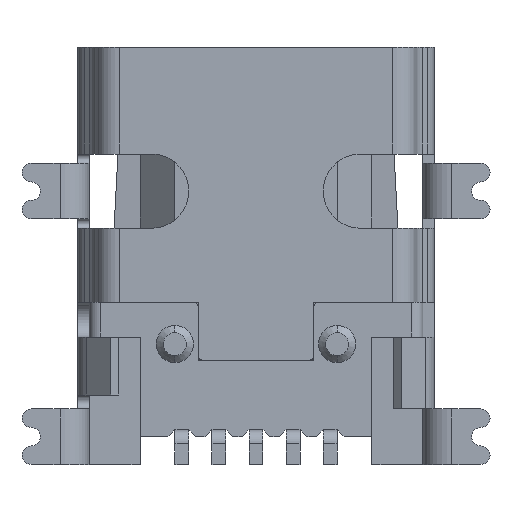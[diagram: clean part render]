
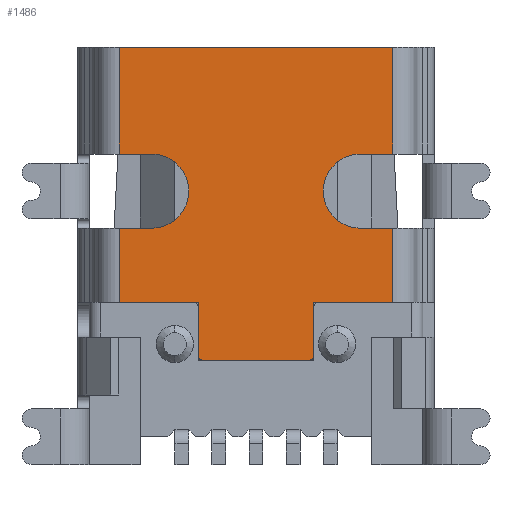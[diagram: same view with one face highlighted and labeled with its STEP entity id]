
A CAD part, front view. The second image highlights one B-rep face of the part: STEP entity #1486.
In plain terms, the highlighted planar face has unit normal (0, -1, 0).
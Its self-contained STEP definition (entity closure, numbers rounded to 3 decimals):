
#571 = EDGE_LOOP ( 'NONE', ( #2459, #2460, #2461, #2462, #2463, #2464, #2465, #2466, #2467, #2468, #2469, #2470, #2471, #2472, #2473, #2474, #2475, #2476 ) ) ;
#1486 = ADVANCED_FACE ( 'NONE', ( #6513 ), #6514, .F. ) ;
#1656 = EDGE_CURVE ( 'NONE', #4492, #4481, #7202, .T. ) ;
#1658 = EDGE_CURVE ( 'NONE', #4494, #4499, #7210, .T. ) ;
#1754 = EDGE_CURVE ( 'NONE', #3569, #3572, #7792, .T. ) ;
#2459 = ORIENTED_EDGE ( 'NONE', *, *, #3822, .F. ) ;
#2460 = ORIENTED_EDGE ( 'NONE', *, *, #3824, .T. ) ;
#2461 = ORIENTED_EDGE ( 'NONE', *, *, #3826, .F. ) ;
#2462 = ORIENTED_EDGE ( 'NONE', *, *, #3828, .T. ) ;
#2463 = ORIENTED_EDGE ( 'NONE', *, *, #3830, .T. ) ;
#2464 = ORIENTED_EDGE ( 'NONE', *, *, #1656, .F. ) ;
#2465 = ORIENTED_EDGE ( 'NONE', *, *, #3832, .F. ) ;
#2466 = ORIENTED_EDGE ( 'NONE', *, *, #3834, .F. ) ;
#2467 = ORIENTED_EDGE ( 'NONE', *, *, #3836, .F. ) ;
#2468 = ORIENTED_EDGE ( 'NONE', *, *, #3838, .F. ) ;
#2469 = ORIENTED_EDGE ( 'NONE', *, *, #1754, .F. ) ;
#2470 = ORIENTED_EDGE ( 'NONE', *, *, #3840, .F. ) ;
#2471 = ORIENTED_EDGE ( 'NONE', *, *, #3736, .T. ) ;
#2472 = ORIENTED_EDGE ( 'NONE', *, *, #3842, .F. ) ;
#2473 = ORIENTED_EDGE ( 'NONE', *, *, #3844, .F. ) ;
#2474 = ORIENTED_EDGE ( 'NONE', *, *, #3846, .F. ) ;
#2475 = ORIENTED_EDGE ( 'NONE', *, *, #3818, .T. ) ;
#2476 = ORIENTED_EDGE ( 'NONE', *, *, #1658, .F. ) ;
#3569 = VERTEX_POINT ( 'NONE', #9436 ) ;
#3572 = VERTEX_POINT ( 'NONE', #9439 ) ;
#3607 = VERTEX_POINT ( 'NONE', #9474 ) ;
#3608 = VERTEX_POINT ( 'NONE', #9475 ) ;
#3631 = VERTEX_POINT ( 'NONE', #9498 ) ;
#3637 = VERTEX_POINT ( 'NONE', #9504 ) ;
#3638 = VERTEX_POINT ( 'NONE', #9505 ) ;
#3641 = VERTEX_POINT ( 'NONE', #9508 ) ;
#3642 = VERTEX_POINT ( 'NONE', #9509 ) ;
#3644 = VERTEX_POINT ( 'NONE', #9511 ) ;
#3645 = VERTEX_POINT ( 'NONE', #9512 ) ;
#3646 = VERTEX_POINT ( 'NONE', #9513 ) ;
#3647 = VERTEX_POINT ( 'NONE', #9514 ) ;
#3649 = VERTEX_POINT ( 'NONE', #9516 ) ;
#3736 = EDGE_CURVE ( 'NONE', #3608, #3607, #9601, .T. ) ;
#3818 = EDGE_CURVE ( 'NONE', #3641, #4499, #9897, .T. ) ;
#3822 = EDGE_CURVE ( 'NONE', #3642, #4494, #9927, .T. ) ;
#3824 = EDGE_CURVE ( 'NONE', #3642, #3644, #10076, .T. ) ;
#3826 = EDGE_CURVE ( 'NONE', #3637, #3644, #9938, .T. ) ;
#3828 = EDGE_CURVE ( 'NONE', #3637, #3646, #10044, .T. ) ;
#3830 = EDGE_CURVE ( 'NONE', #3646, #4481, #9951, .T. ) ;
#3832 = EDGE_CURVE ( 'NONE', #3638, #4492, #9957, .T. ) ;
#3834 = EDGE_CURVE ( 'NONE', #3647, #3638, #10280, .T. ) ;
#3836 = EDGE_CURVE ( 'NONE', #3631, #3647, #10090, .T. ) ;
#3838 = EDGE_CURVE ( 'NONE', #3572, #3631, #10292, .T. ) ;
#3840 = EDGE_CURVE ( 'NONE', #3608, #3569, #10298, .T. ) ;
#3842 = EDGE_CURVE ( 'NONE', #3649, #3607, #10304, .T. ) ;
#3844 = EDGE_CURVE ( 'NONE', #3645, #3649, #10099, .T. ) ;
#3846 = EDGE_CURVE ( 'NONE', #3641, #3645, #10316, .T. ) ;
#4481 = VERTEX_POINT ( 'NONE', #11639 ) ;
#4492 = VERTEX_POINT ( 'NONE', #11650 ) ;
#4494 = VERTEX_POINT ( 'NONE', #11652 ) ;
#4499 = VERTEX_POINT ( 'NONE', #11657 ) ;
#6103 = AXIS2_PLACEMENT_3D ( 'NONE', #6510, #6516, #6517 ) ;
#6510 = CARTESIAN_POINT ( 'NONE',  ( 0.9, -3.95, 9. ) ) ;
#6513 = FACE_OUTER_BOUND ( 'NONE', #571, .T. ) ;
#6514 = PLANE ( 'NONE',  #6103 ) ;
#6516 = DIRECTION ( 'NONE',  ( 0., 1., 0. ) ) ;
#6517 = DIRECTION ( 'NONE',  ( -1., 0., 0. ) ) ;
#7200 = CARTESIAN_POINT ( 'NONE',  ( 0., -3.95, 3.5 ) ) ;
#7202 = LINE ( 'NONE', #7200, #7307 ) ;
#7206 = DIRECTION ( 'NONE',  ( -1., 0., 0. ) ) ;
#7210 = LINE ( 'NONE', #7212, #7311 ) ;
#7212 = CARTESIAN_POINT ( 'NONE',  ( 0., -3.95, 3.5 ) ) ;
#7213 = DIRECTION ( 'NONE',  ( -1., 0., 0. ) ) ;
#7307 = VECTOR ( 'NONE', #7206, 1000. ) ;
#7311 = VECTOR ( 'NONE', #7213, 1000. ) ;
#7444 = VECTOR ( 'NONE', #7795, 1000. ) ;
#7792 = LINE ( 'NONE', #7794, #7444 ) ;
#7794 = CARTESIAN_POINT ( 'NONE',  ( 6.8, -3.95, 9. ) ) ;
#7795 = DIRECTION ( 'NONE',  ( 0., 0., -1. ) ) ;
#8897 = VECTOR ( 'NONE', #9611, 1000. ) ;
#9436 = CARTESIAN_POINT ( 'NONE',  ( 6.8, -3.95, 9. ) ) ;
#9439 = CARTESIAN_POINT ( 'NONE',  ( 6.8, -3.95, 6.7 ) ) ;
#9474 = CARTESIAN_POINT ( 'NONE',  ( 0.9, -3.95, 6.7 ) ) ;
#9475 = CARTESIAN_POINT ( 'NONE',  ( 0.9, -3.95, 9. ) ) ;
#9498 = CARTESIAN_POINT ( 'NONE',  ( 6.1, -3.95, 6.7 ) ) ;
#9504 = CARTESIAN_POINT ( 'NONE',  ( 5., -3.95, 2.25 ) ) ;
#9505 = CARTESIAN_POINT ( 'NONE',  ( 6.8, -3.95, 5.1 ) ) ;
#9508 = CARTESIAN_POINT ( 'NONE',  ( 0.9, -3.95, 5.1 ) ) ;
#9509 = CARTESIAN_POINT ( 'NONE',  ( 2.6, -3.95, 2.35 ) ) ;
#9511 = CARTESIAN_POINT ( 'NONE',  ( 2.7, -3.95, 2.25 ) ) ;
#9512 = CARTESIAN_POINT ( 'NONE',  ( 1.6, -3.95, 5.1 ) ) ;
#9513 = CARTESIAN_POINT ( 'NONE',  ( 5.1, -3.95, 2.35 ) ) ;
#9514 = CARTESIAN_POINT ( 'NONE',  ( 6.1, -3.95, 5.1 ) ) ;
#9516 = CARTESIAN_POINT ( 'NONE',  ( 1.6, -3.95, 6.7 ) ) ;
#9600 = CARTESIAN_POINT ( 'NONE',  ( 0.9, -3.95, 9. ) ) ;
#9601 = LINE ( 'NONE', #9600, #8897 ) ;
#9611 = DIRECTION ( 'NONE',  ( 0., 0., -1. ) ) ;
#9897 = LINE ( 'NONE', #9898, #10068 ) ;
#9898 = CARTESIAN_POINT ( 'NONE',  ( 0.9, -3.95, 9. ) ) ;
#9917 = DIRECTION ( 'NONE',  ( 0., 0., -1. ) ) ;
#9927 = LINE ( 'NONE', #9928, #10074 ) ;
#9928 = CARTESIAN_POINT ( 'NONE',  ( 2.6, -3.95, 2.25 ) ) ;
#9929 = DIRECTION ( 'NONE',  ( 0., 0., 1. ) ) ;
#9934 = CARTESIAN_POINT ( 'NONE',  ( 2.7, -3.95, 2.35 ) ) ;
#9935 = DIRECTION ( 'NONE',  ( 0., -1., 0. ) ) ;
#9936 = DIRECTION ( 'NONE',  ( -1., 0., 0. ) ) ;
#9938 = LINE ( 'NONE', #9939, #10079 ) ;
#9939 = CARTESIAN_POINT ( 'NONE',  ( 5.1, -3.95, 2.25 ) ) ;
#9940 = DIRECTION ( 'NONE',  ( -1., 0., 0. ) ) ;
#9947 = CARTESIAN_POINT ( 'NONE',  ( 5., -3.95, 2.35 ) ) ;
#9948 = DIRECTION ( 'NONE',  ( 0., -1., 0. ) ) ;
#9949 = DIRECTION ( 'NONE',  ( -1., 0., 0. ) ) ;
#9951 = LINE ( 'NONE', #9952, #10084 ) ;
#9952 = CARTESIAN_POINT ( 'NONE',  ( 5.1, -3.95, 2.25 ) ) ;
#9953 = DIRECTION ( 'NONE',  ( 0., 0., 1. ) ) ;
#9957 = LINE ( 'NONE', #9958, #10086 ) ;
#9958 = CARTESIAN_POINT ( 'NONE',  ( 6.8, -3.95, 9. ) ) ;
#9959 = DIRECTION ( 'NONE',  ( 0., 0., -1. ) ) ;
#10044 = CIRCLE ( 'NONE', #10083, 0.1 ) ;
#10068 = VECTOR ( 'NONE', #9917, 1000. ) ;
#10074 = VECTOR ( 'NONE', #9929, 1000. ) ;
#10076 = CIRCLE ( 'NONE', #10078, 0.1 ) ;
#10078 = AXIS2_PLACEMENT_3D ( 'NONE', #9934, #9935, #9936 ) ;
#10079 = VECTOR ( 'NONE', #9940, 1000. ) ;
#10083 = AXIS2_PLACEMENT_3D ( 'NONE', #9947, #9948, #9949 ) ;
#10084 = VECTOR ( 'NONE', #9953, 1000. ) ;
#10086 = VECTOR ( 'NONE', #9959, 1000. ) ;
#10088 = VECTOR ( 'NONE', #10282, 1000. ) ;
#10090 = CIRCLE ( 'NONE', #10092, 0.8 ) ;
#10092 = AXIS2_PLACEMENT_3D ( 'NONE', #10288, #10289, #10290 ) ;
#10093 = VECTOR ( 'NONE', #10294, 1000. ) ;
#10095 = VECTOR ( 'NONE', #10300, 1000. ) ;
#10097 = VECTOR ( 'NONE', #10306, 1000. ) ;
#10099 = CIRCLE ( 'NONE', #10101, 0.8 ) ;
#10101 = AXIS2_PLACEMENT_3D ( 'NONE', #10312, #10313, #10314 ) ;
#10102 = VECTOR ( 'NONE', #10318, 1000. ) ;
#10280 = LINE ( 'NONE', #10281, #10088 ) ;
#10281 = CARTESIAN_POINT ( 'NONE',  ( 7.95, -3.95, 5.1 ) ) ;
#10282 = DIRECTION ( 'NONE',  ( 1., 0., 0. ) ) ;
#10288 = CARTESIAN_POINT ( 'NONE',  ( 6.1, -3.95, 5.9 ) ) ;
#10289 = DIRECTION ( 'NONE',  ( 0., -1., 0. ) ) ;
#10290 = DIRECTION ( 'NONE',  ( 0., 0., -1. ) ) ;
#10292 = LINE ( 'NONE', #10293, #10093 ) ;
#10293 = CARTESIAN_POINT ( 'NONE',  ( 7.95, -3.95, 6.7 ) ) ;
#10294 = DIRECTION ( 'NONE',  ( -1., 0., 0. ) ) ;
#10298 = LINE ( 'NONE', #10299, #10095 ) ;
#10299 = CARTESIAN_POINT ( 'NONE',  ( 0.9, -3.95, 9. ) ) ;
#10300 = DIRECTION ( 'NONE',  ( 1., 0., 0. ) ) ;
#10304 = LINE ( 'NONE', #10305, #10097 ) ;
#10305 = CARTESIAN_POINT ( 'NONE',  ( -0.25, -3.95, 6.7 ) ) ;
#10306 = DIRECTION ( 'NONE',  ( -1., 0., 0. ) ) ;
#10312 = CARTESIAN_POINT ( 'NONE',  ( 1.6, -3.95, 5.9 ) ) ;
#10313 = DIRECTION ( 'NONE',  ( 0., -1., 0. ) ) ;
#10314 = DIRECTION ( 'NONE',  ( 0., 0., 1. ) ) ;
#10316 = LINE ( 'NONE', #10317, #10102 ) ;
#10317 = CARTESIAN_POINT ( 'NONE',  ( -0.25, -3.95, 5.1 ) ) ;
#10318 = DIRECTION ( 'NONE',  ( 1., 0., 0. ) ) ;
#11639 = CARTESIAN_POINT ( 'NONE',  ( 5.1, -3.95, 3.5 ) ) ;
#11650 = CARTESIAN_POINT ( 'NONE',  ( 6.8, -3.95, 3.5 ) ) ;
#11652 = CARTESIAN_POINT ( 'NONE',  ( 2.6, -3.95, 3.5 ) ) ;
#11657 = CARTESIAN_POINT ( 'NONE',  ( 0.9, -3.95, 3.5 ) ) ;
